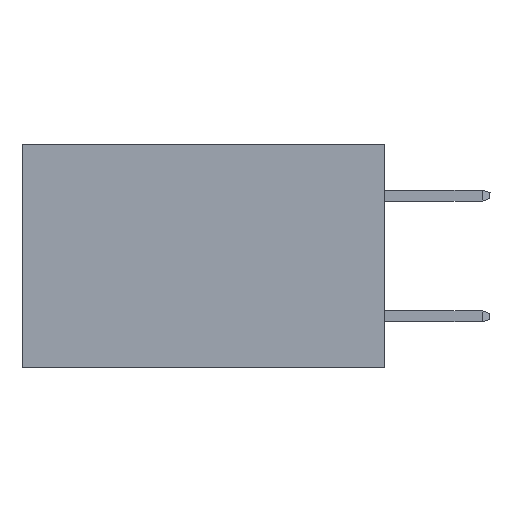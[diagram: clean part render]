
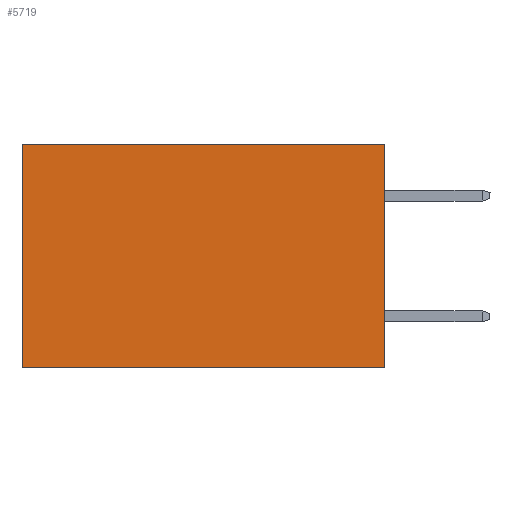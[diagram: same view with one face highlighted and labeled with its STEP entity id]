
A CAD part, left-side view. The second image highlights one B-rep face of the part: STEP entity #5719.
In plain terms, the highlighted planar face has unit normal (-1, 0, 0).
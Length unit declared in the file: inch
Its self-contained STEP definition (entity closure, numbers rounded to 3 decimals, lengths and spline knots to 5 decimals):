
#388 = DIRECTION ( 'NONE',  ( 0., 0., -1. ) ) ;
#718 = EDGE_LOOP ( 'NONE', ( #17157, #5821, #18230, #10903 ) ) ;
#916 = LINE ( 'NONE', #9615, #18264 ) ;
#1044 = DIRECTION ( 'NONE',  ( 0., 1., 0. ) ) ;
#3021 = CARTESIAN_POINT ( 'NONE',  ( 0.298, 0., 0. ) ) ;
#3576 = EDGE_CURVE ( 'NONE', #7068, #17509, #7759, .T. ) ;
#3953 = VERTEX_POINT ( 'NONE', #10732 ) ;
#4390 = EDGE_CURVE ( 'NONE', #7068, #5379, #916, .T. ) ;
#4458 = CARTESIAN_POINT ( 'NONE',  ( 0.298, 0., -0.37 ) ) ;
#5108 = PLANE ( 'NONE',  #18375 ) ;
#5379 = VERTEX_POINT ( 'NONE', #4458 ) ;
#5719 = ADVANCED_FACE ( 'NONE', ( #11848 ), #5108, .F. ) ;
#5821 = ORIENTED_EDGE ( 'NONE', *, *, #6767, .F. ) ;
#6382 = CARTESIAN_POINT ( 'NONE',  ( 0.298, 0.6, 0. ) ) ;
#6767 = EDGE_CURVE ( 'NONE', #5379, #3953, #11581, .T. ) ;
#7068 = VERTEX_POINT ( 'NONE', #20053 ) ;
#7759 = LINE ( 'NONE', #13426, #10003 ) ;
#8161 = EDGE_CURVE ( 'NONE', #17509, #3953, #17968, .T. ) ;
#9615 = CARTESIAN_POINT ( 'NONE',  ( 0.298, 0., 0. ) ) ;
#10003 = VECTOR ( 'NONE', #13361, 39.37008 ) ;
#10423 = CARTESIAN_POINT ( 'NONE',  ( 0.298, 0., -0.37 ) ) ;
#10732 = CARTESIAN_POINT ( 'NONE',  ( 0.298, 0.6, -0.37 ) ) ;
#10903 = ORIENTED_EDGE ( 'NONE', *, *, #3576, .T. ) ;
#10994 = CARTESIAN_POINT ( 'NONE',  ( 0.298, 0.6, 0. ) ) ;
#11581 = LINE ( 'NONE', #10423, #18838 ) ;
#11848 = FACE_OUTER_BOUND ( 'NONE', #718, .T. ) ;
#13361 = DIRECTION ( 'NONE',  ( 0., 1., 0. ) ) ;
#13426 = CARTESIAN_POINT ( 'NONE',  ( 0.298, 0., 0. ) ) ;
#14163 = DIRECTION ( 'NONE',  ( 0., 0., -1. ) ) ;
#14205 = DIRECTION ( 'NONE',  ( 1., 0., 0. ) ) ;
#16029 = VECTOR ( 'NONE', #388, 39.37008 ) ;
#17157 = ORIENTED_EDGE ( 'NONE', *, *, #8161, .T. ) ;
#17509 = VERTEX_POINT ( 'NONE', #10994 ) ;
#17968 = LINE ( 'NONE', #6382, #16029 ) ;
#18230 = ORIENTED_EDGE ( 'NONE', *, *, #4390, .F. ) ;
#18264 = VECTOR ( 'NONE', #14163, 39.37008 ) ;
#18375 = AXIS2_PLACEMENT_3D ( 'NONE', #3021, #14205, #19136 ) ;
#18838 = VECTOR ( 'NONE', #1044, 39.37008 ) ;
#19136 = DIRECTION ( 'NONE',  ( 0., 0., -1. ) ) ;
#20053 = CARTESIAN_POINT ( 'NONE',  ( 0.298, 0., 0. ) ) ;
